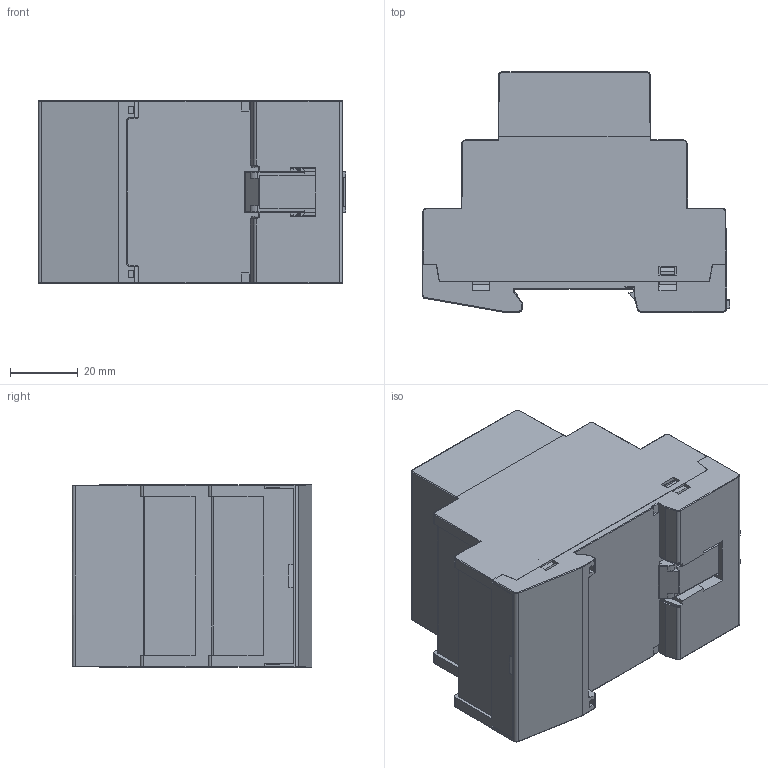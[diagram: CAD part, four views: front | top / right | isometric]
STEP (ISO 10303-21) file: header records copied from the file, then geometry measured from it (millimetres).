
FILE_DESCRIPTION (( 'STEP AP203' ), '1' );
FILE_NAME ('RN9877-1203P4W525V.step', '2024-11-04T17:57:21', ( '' ), ( '' ), 'SwSTEP 2.0', 'SolidWorks 2023', '' );
FILE_SCHEMA (( 'CONFIG_CONTROL_DESIGN' ));
Length unit declared in the file: inch
Products named in the file (1): RN9877-1203P4W525V
Bounding box: 90.74 x 70.8 x 53.9 mm (x, y, z)
Volume: 228132.2 mm3; surface area: 45531.1 mm2
Topology: 3 solids, 20 shells, 1027 faces, 2758 edges, 1804 vertices
Faces by surface type: plane 823, cylinder 126, bspline 76, cone 2
Entity records: 32428 total; most frequent: CARTESIAN_POINT 7363, ORIENTED_EDGE 5516, DIRECTION 4556, EDGE_CURVE 2758, VECTOR 2388, LINE 2388, VERTEX_POINT 1804, AXIS2_PLACEMENT_3D 1084
